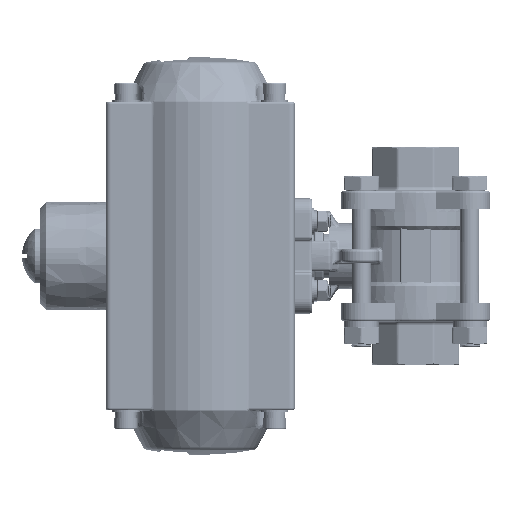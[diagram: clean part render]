
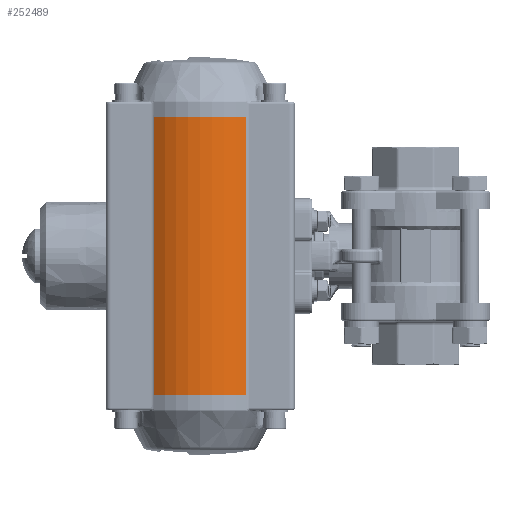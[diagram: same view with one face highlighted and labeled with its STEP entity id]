
A CAD part, left-side view. The second image highlights one B-rep face of the part: STEP entity #252489.
In plain terms, the highlighted cylindrical face has radius 29 mm (diameter 58 mm), a partial arc.
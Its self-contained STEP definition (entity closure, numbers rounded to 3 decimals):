
#17055 = CARTESIAN_POINT ( 'NONE',  ( -23.574, 62.21, -51. ) ) ;
#27787 = CIRCLE ( 'NONE', #113723, 29. ) ;
#36367 = DIRECTION ( 'NONE',  ( 0., 0., 1. ) ) ;
#40651 = VECTOR ( 'NONE', #36367, 1000. ) ;
#55582 = CIRCLE ( 'NONE', #164990, 29. ) ;
#56024 = EDGE_LOOP ( 'NONE', ( #67324, #211126, #86135, #181287 ) ) ;
#56438 = FACE_OUTER_BOUND ( 'NONE', #56024, .T. ) ;
#61546 = CARTESIAN_POINT ( 'NONE',  ( 0., 79.1, 51. ) ) ;
#65533 = AXIS2_PLACEMENT_3D ( 'NONE', #140730, #245003, #120626 ) ;
#67324 = ORIENTED_EDGE ( 'NONE', *, *, #174130, .F. ) ;
#68238 = DIRECTION ( 'NONE',  ( 0., 0., 1. ) ) ;
#80346 = CARTESIAN_POINT ( 'NONE',  ( -23.574, 95.99, -51. ) ) ;
#81022 = VERTEX_POINT ( 'NONE', #136385 ) ;
#82491 = DIRECTION ( 'NONE',  ( 1., 0., 0. ) ) ;
#86135 = ORIENTED_EDGE ( 'NONE', *, *, #208058, .T. ) ;
#89376 = CYLINDRICAL_SURFACE ( 'NONE', #65533, 29. ) ;
#113723 = AXIS2_PLACEMENT_3D ( 'NONE', #193450, #68238, #214404 ) ;
#118990 = CARTESIAN_POINT ( 'NONE',  ( -23.574, 62.21, 51. ) ) ;
#120626 = DIRECTION ( 'NONE',  ( 1., 0., 0. ) ) ;
#136385 = CARTESIAN_POINT ( 'NONE',  ( -23.574, 62.21, -51. ) ) ;
#140417 = EDGE_CURVE ( 'NONE', #167730, #236124, #258216, .T. ) ;
#140730 = CARTESIAN_POINT ( 'NONE',  ( 0., 79.1, -51. ) ) ;
#144070 = VERTEX_POINT ( 'NONE', #118990 ) ;
#144881 = CARTESIAN_POINT ( 'NONE',  ( -23.574, 95.99, 51. ) ) ;
#158275 = LINE ( 'NONE', #17055, #40651 ) ;
#164990 = AXIS2_PLACEMENT_3D ( 'NONE', #61546, #207680, #82491 ) ;
#167730 = VERTEX_POINT ( 'NONE', #144881 ) ;
#169412 = DIRECTION ( 'NONE',  ( 0., 0., -1. ) ) ;
#174130 = EDGE_CURVE ( 'NONE', #167730, #144070, #55582, .T. ) ;
#181287 = ORIENTED_EDGE ( 'NONE', *, *, #195405, .T. ) ;
#191416 = CARTESIAN_POINT ( 'NONE',  ( -23.574, 95.99, -51. ) ) ;
#193450 = CARTESIAN_POINT ( 'NONE',  ( 0., 79.1, -51. ) ) ;
#195405 = EDGE_CURVE ( 'NONE', #81022, #144070, #158275, .T. ) ;
#202640 = VECTOR ( 'NONE', #169412, 1000. ) ;
#207680 = DIRECTION ( 'NONE',  ( 0., 0., 1. ) ) ;
#208058 = EDGE_CURVE ( 'NONE', #236124, #81022, #27787, .T. ) ;
#211126 = ORIENTED_EDGE ( 'NONE', *, *, #140417, .T. ) ;
#214404 = DIRECTION ( 'NONE',  ( 1., 0., 0. ) ) ;
#236124 = VERTEX_POINT ( 'NONE', #80346 ) ;
#245003 = DIRECTION ( 'NONE',  ( 0., 0., 1. ) ) ;
#252489 = ADVANCED_FACE ( 'NONE', ( #56438 ), #89376, .T. ) ;
#258216 = LINE ( 'NONE', #191416, #202640 ) ;
